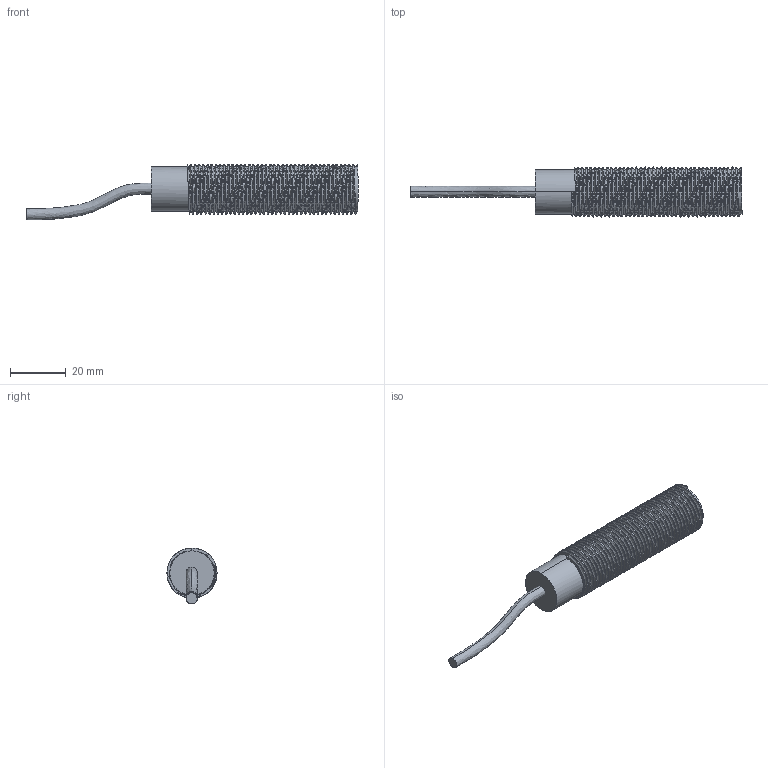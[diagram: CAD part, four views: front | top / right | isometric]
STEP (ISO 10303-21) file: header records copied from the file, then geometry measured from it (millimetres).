
FILE_DESCRIPTION (( 'STEP AP214' ), '1' );
FILE_NAME ('MS2-Red ABS Switch.STEP', '2010-06-02T15:42:04', ( ' ' ), ( ' ' ), 'SwSTEP 2.0', 'SolidWorks 2004231', '' );
FILE_SCHEMA (( 'AUTOMOTIVE_DESIGN' ));
Length unit declared in the file: millimetre
Products named in the file (3): 180.006 (M18 Barrel); 150.024 (cable 4core 24AWG); MS2-Red ABS Switch
Assembly tree (2 placements, depth 2):
  MS2-Red ABS Switch
    150.024 (cable 4core 24AWG)
    180.006 (M18 Barrel)
Bounding box: 119.51 x 18 x 20.11 mm (x, y, z)
Volume: 17374.2 mm3; surface area: 11542.7 mm2
Topology: 2 solids, 2 shells, 256 faces, 749 edges, 497 vertices
Faces by surface type: cylinder 244, bspline 6, plane 6
Entity records: 21958 total; most frequent: CARTESIAN_POINT 16519, ORIENTED_EDGE 1498, DIRECTION 786, EDGE_CURVE 749, VERTEX_POINT 497, AXIS2_PLACEMENT_3D 265, EDGE_LOOP 256, ADVANCED_FACE 256
